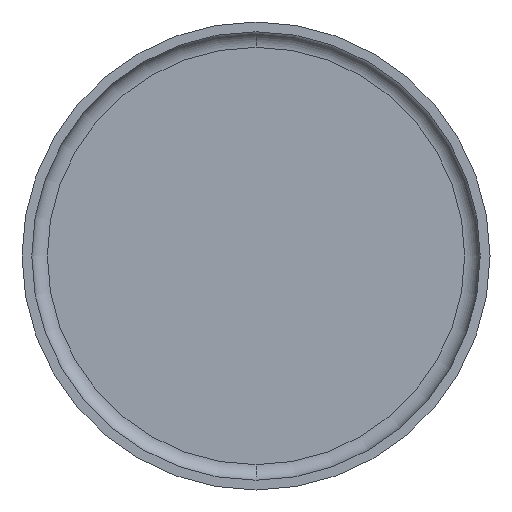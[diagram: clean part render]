
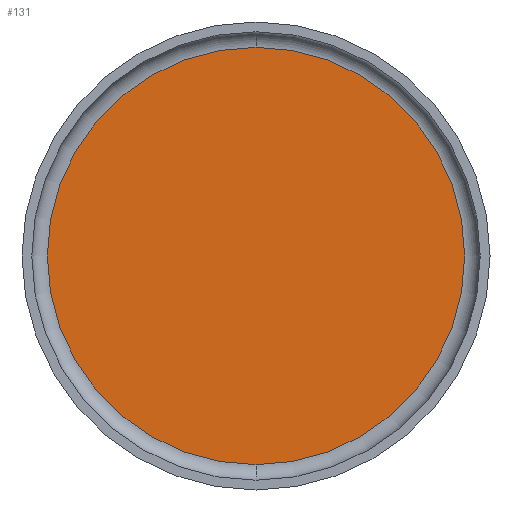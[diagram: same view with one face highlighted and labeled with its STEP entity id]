
A CAD part, front view. The second image highlights one B-rep face of the part: STEP entity #131.
In plain terms, the highlighted planar face has unit normal (0, -1, 0).
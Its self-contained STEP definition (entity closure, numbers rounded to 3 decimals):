
#13 = DIRECTION ( 'NONE',  ( 0., 0., 1. ) ) ;
#14 = CARTESIAN_POINT ( 'NONE',  ( 0., 17.5, 0. ) ) ;
#35 = ORIENTED_EDGE ( 'NONE', *, *, #210, .T. ) ;
#47 = DIRECTION ( 'NONE',  ( 0., 0., 1. ) ) ;
#73 = DIRECTION ( 'NONE',  ( 0., -1., 0. ) ) ;
#77 = FACE_OUTER_BOUND ( 'NONE', #338, .T. ) ;
#98 = CARTESIAN_POINT ( 'NONE',  ( 0., 17.5, -53.5 ) ) ;
#129 = VERTEX_POINT ( 'NONE', #98 ) ;
#131 = ADVANCED_FACE ( 'NONE', ( #77 ), #345, .F. ) ;
#149 = CIRCLE ( 'NONE', #299, 53.5 ) ;
#166 = VERTEX_POINT ( 'NONE', #176 ) ;
#176 = CARTESIAN_POINT ( 'NONE',  ( 0., 17.5, 53.5 ) ) ;
#192 = EDGE_CURVE ( 'NONE', #166, #129, #149, .T. ) ;
#205 = CARTESIAN_POINT ( 'NONE',  ( 0., 17.5, 0. ) ) ;
#207 = DIRECTION ( 'NONE',  ( 0., 0., 1. ) ) ;
#210 = EDGE_CURVE ( 'NONE', #129, #166, #213, .T. ) ;
#213 = CIRCLE ( 'NONE', #227, 53.5 ) ;
#221 = AXIS2_PLACEMENT_3D ( 'NONE', #14, #232, #13 ) ;
#227 = AXIS2_PLACEMENT_3D ( 'NONE', #205, #73, #207 ) ;
#232 = DIRECTION ( 'NONE',  ( 0., 1., 0. ) ) ;
#265 = DIRECTION ( 'NONE',  ( 0., -1., 0. ) ) ;
#299 = AXIS2_PLACEMENT_3D ( 'NONE', #323, #265, #47 ) ;
#307 = ORIENTED_EDGE ( 'NONE', *, *, #192, .T. ) ;
#323 = CARTESIAN_POINT ( 'NONE',  ( 0., 17.5, 0. ) ) ;
#338 = EDGE_LOOP ( 'NONE', ( #307, #35 ) ) ;
#345 = PLANE ( 'NONE',  #221 ) ;
